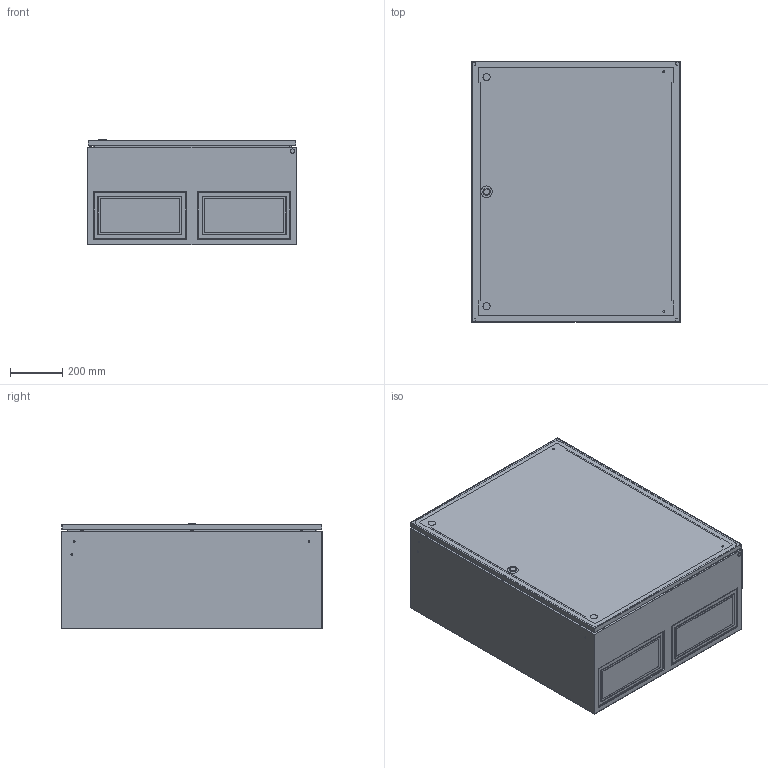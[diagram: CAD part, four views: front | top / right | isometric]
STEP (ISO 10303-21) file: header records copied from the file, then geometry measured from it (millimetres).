
FILE_DESCRIPTION (( 'STEP AP214' ), '1' );
FILE_NAME ('TI5-10-N-100-080-040-66.STEP', '2023-05-10T10:12:24', ( '' ), ( '' ), 'SwSTEP 2.0', 'SolidWorks 2022', '' );
FILE_SCHEMA (( 'AUTOMOTIVE_DESIGN' ));
Length unit declared in the file: millimetre
Products named in the file (5): Крышка_350х175; Оболочка_1000х800х400; TI5-10-N-100-080-040-66; Панель_1000х800; Дверь_1000x800
Assembly tree (5 placements, depth 2):
  TI5-10-N-100-080-040-66
    Оболочка_1000х800х400
    Дверь_1000x800
    Панель_1000х800
    Крышка_350х175  x2
Bounding box: 800 x 1002 x 404.1 mm (x, y, z)
Volume: 5297283.6 mm3; surface area: 8132841.6 mm2
Topology: 5 solids, 5 shells, 472 faces, 1184 edges, 771 vertices
Faces by surface type: plane 276, cylinder 178, torus 10, cone 8
Entity records: 14452 total; most frequent: CARTESIAN_POINT 2755, DIRECTION 2438, ORIENTED_EDGE 2296, EDGE_CURVE 1148, AXIS2_PLACEMENT_3D 838, VECTOR 762, LINE 762, VERTEX_POINT 747
